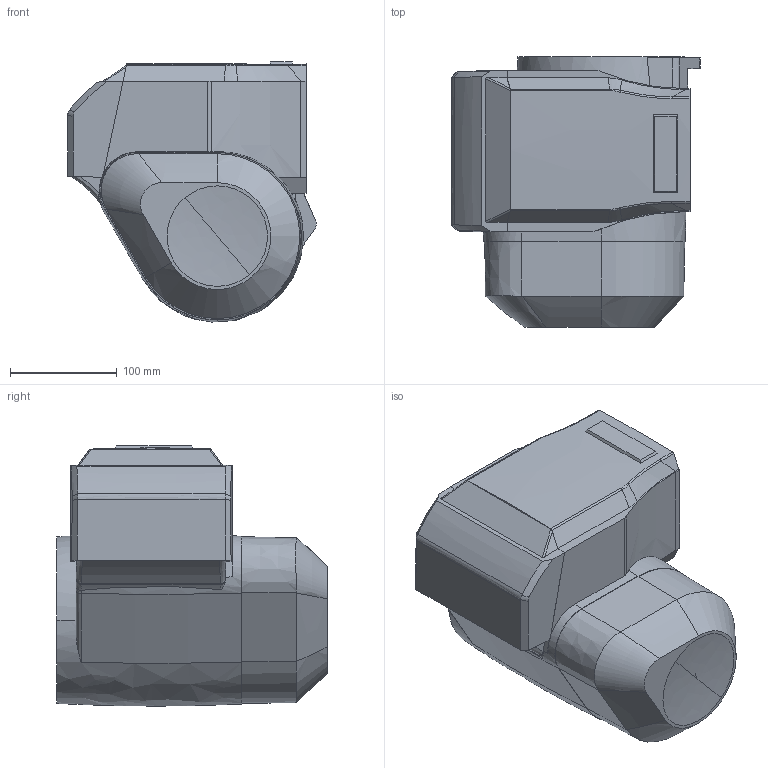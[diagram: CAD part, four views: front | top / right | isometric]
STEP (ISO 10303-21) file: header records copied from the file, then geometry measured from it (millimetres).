
FILE_DESCRIPTION (( 'STEP AP214' ), '1' );
FILE_NAME ('rv-6sdl_Ellbow.STEP', '2021-06-29T17:03:36', ( '' ), ( '' ), 'SwSTEP 2.0', 'SolidWorks 2018', '' );
FILE_SCHEMA (( 'AUTOMOTIVE_DESIGN' ));
Length unit declared in the file: millimetre
Products named in the file (5): Copy of Copy of RV-6S_ELBO^Elbow; Elbow; Copy of Copy of RV-6S_ELBO_COVER^Elbow; Copy of Copy of RV-6S_SHOULDER_COVER^Elbow; rv-6sdl_Ellbow
Assembly tree (4 placements, depth 3):
  rv-6sdl_Ellbow
    Elbow
      Copy of Copy of RV-6S_ELBO^Elbow
      Copy of Copy of RV-6S_ELBO_COVER^Elbow
      Copy of Copy of RV-6S_SHOULDER_COVER^Elbow
Bounding box: 232.62 x 253 x 243.41 mm (x, y, z)
Volume: 8255773.7 mm3; surface area: 326791.6 mm2
Topology: 3 solids, 3 shells, 101 faces, 272 edges, 177 vertices
Faces by surface type: bspline 101
Entity records: 5318 total; most frequent: CARTESIAN_POINT 3077, ORIENTED_EDGE 540, EDGE_CURVE 270, DIRECTION 259, VERTEX_POINT 177, VECTOR 133, LINE 133, EDGE_LOOP 103
